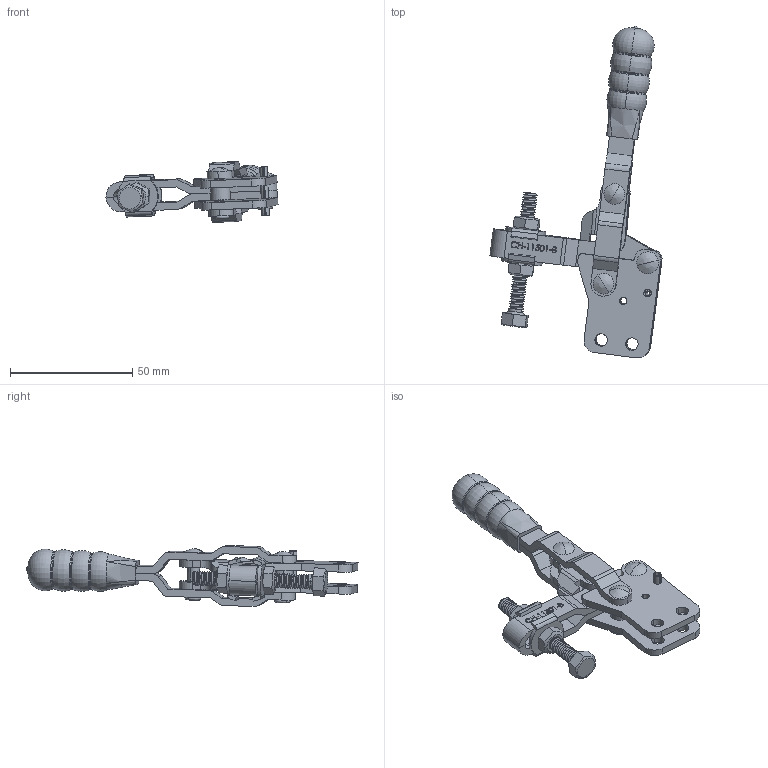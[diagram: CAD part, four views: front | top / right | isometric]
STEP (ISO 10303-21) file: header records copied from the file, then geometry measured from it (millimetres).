
FILE_DESCRIPTION (( 'STEP AP203' ), '1' );
FILE_NAME ('CH-11501-B.STEP', '2017-11-07T10:02:22', ( 'Windows' ), ( 'Microsoft' ), 'SwSTEP 2.0', 'SolidWorks 2015', '' );
FILE_SCHEMA (( 'CONFIG_CONTROL_DESIGN' ));
Length unit declared in the file: millimetre
Products named in the file (13): CH-11502-B-04 CONNECTING-PLATE; CH-11502-B-08; CH-11502-B-05; CH-11502-B-03 HANDLE; CH-FW-141; CH-11501-B-02 U-BAR; CH-SA-065010 SPINDLE SUPPLIED; CH-11501-B-01 STRAIGHT BASE; 11502-B綵竄忒梟杶; CH-11502-B-06; CH-11501-B; CH-11502-B-07; M6 Nut
Assembly tree (16 placements, depth 2):
  CH-11501-B
    CH-11502-B-03 HANDLE
    CH-11501-B-02 U-BAR
    CH-11501-B-01 STRAIGHT BASE
    CH-11502-B-06
    CH-11502-B-07  x2
    M6 Nut  x2
    CH-11502-B-04 CONNECTING-PLATE
    CH-11502-B-08  x2
    CH-11502-B-05
    CH-FW-141  x2
    CH-SA-065010 SPINDLE SUPPLIED
    11502-B綵竄忒梟杶
Bounding box: 70.5 x 136.03 x 24.98 mm (x, y, z)
Volume: 30067 mm3; surface area: 28210 mm2
Topology: 20 solids, 20 shells, 769 faces, 2057 edges, 1342 vertices
Faces by surface type: plane 319, bspline 190, cylinder 172, cone 54, torus 32, sphere 2
Entity records: 34613 total; most frequent: CARTESIAN_POINT 16948, ORIENTED_EDGE 3678, DIRECTION 2795, EDGE_CURVE 1839, VERTEX_POINT 1212, VECTOR 1027, LINE 1027, AXIS2_PLACEMENT_3D 884
